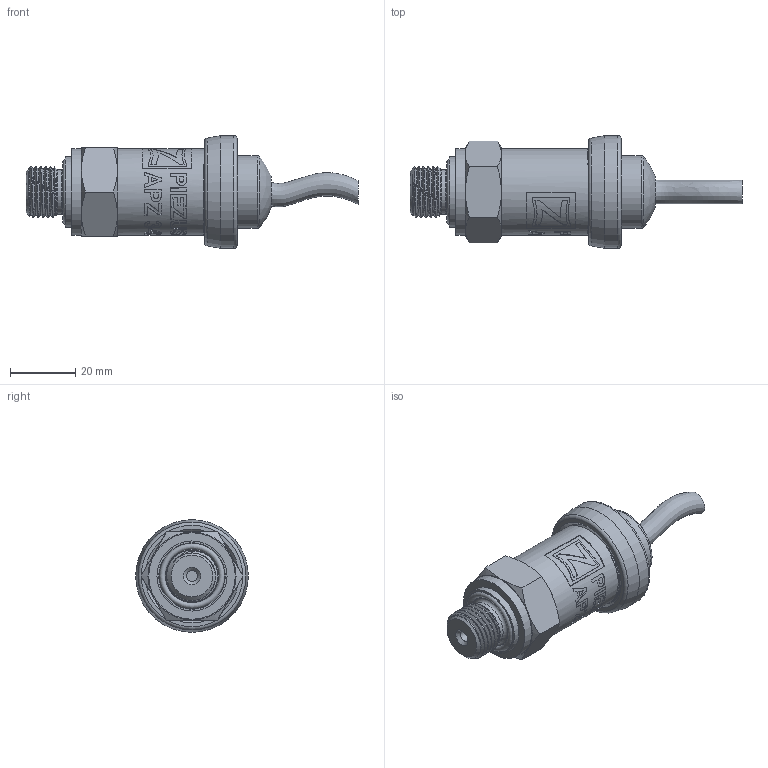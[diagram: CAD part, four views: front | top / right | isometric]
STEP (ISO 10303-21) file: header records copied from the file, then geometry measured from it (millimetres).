
FILE_DESCRIPTION(/* description */ (''),/* implementation_level */ '2;1');
FILE_NAME(/* name */ 'APZ3420_M16x1,5DIN_StainlessSteelCableGland.step',/* time_stamp */ '2021-06-18T15:38:24+03:00',/* author */ (''),/* organization */ (''),/* preprocessor_version */ 'ST-DEVELOPER v18.1',/* originating_system */ 'Autodesk Translation Framework v10.9.0.1377',/* authorisation */ '');
FILE_SCHEMA (('AUTOMOTIVE_DESIGN { 1 0 10303 214 3 1 1 }'));
Length unit declared in the file: millimetre
Products named in the file (6): APZ3420_; M16x1,5 DIN; Stainless steel cable gland assembly; Stainless steel cable gland; Stainless steel cable gland nut; wire
Assembly tree (5 placements, depth 3):
  APZ3420_
    M16x1,5 DIN
    Stainless steel cable gland assembly
      Stainless steel cable gland
      Stainless steel cable gland nut
      wire
Bounding box: 101.73 x 34.5 x 34.5 mm (x, y, z)
Volume: 38584.5 mm3; surface area: 13435.9 mm2
Topology: 5 solids, 5 shells, 384 faces, 1016 edges, 671 vertices
Faces by surface type: bspline 237, cylinder 71, plane 39, cone 23, torus 13, sphere 1
Full cylindrical faces by diameter (mm): 3.3 x1, 7.2 x1, 13 x1, 13.8 x1, 14.137 x5, 15.85 x5, 16.4 x1, 20 x1, 21.4 x1, 21.5 x1, 22.3 x2, 22.4 x1, 24.5 x1, 25.132 x4, 25.526 x2, 26.5 x6, 27.208 x3, 27.7 x1, 34.5 x1
Entity records: 20450 total; most frequent: CARTESIAN_POINT 12458, ORIENTED_EDGE 2032, EDGE_CURVE 1016, DIRECTION 883, VERTEX_POINT 671, B_SPLINE_CURVE_WITH_KNOTS 547, EDGE_LOOP 419, FACE_OUTER_BOUND 384
